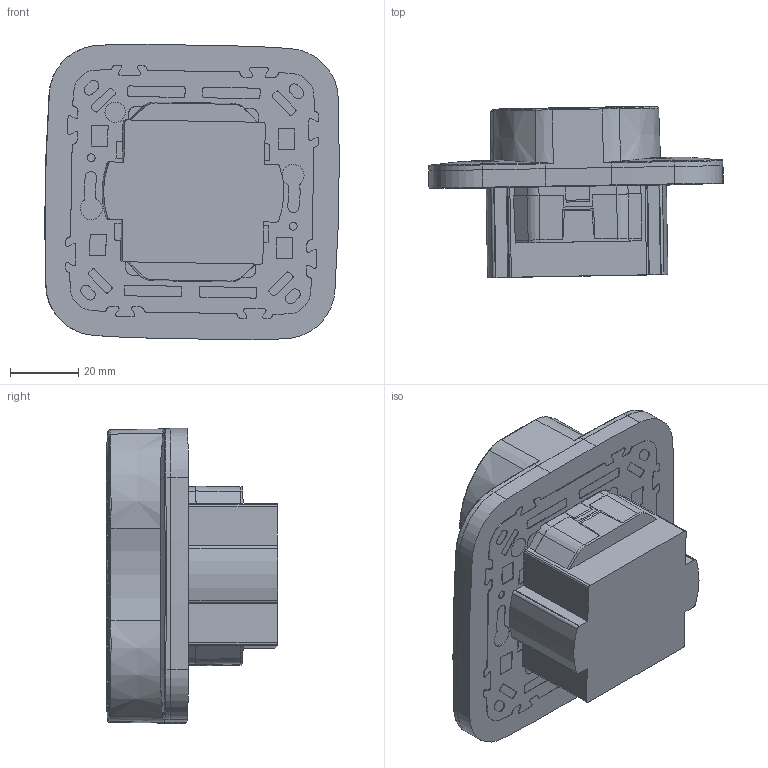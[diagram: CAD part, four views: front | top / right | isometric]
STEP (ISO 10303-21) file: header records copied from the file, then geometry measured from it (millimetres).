
FILE_DESCRIPTION (( 'STEP AP214' ), '1' );
FILE_NAME ('s86_16ey2-y_asm11.STEP', '2025-03-27T08:56:15', ( '' ), ( '' ), 'SwSTEP 2.0', 'SolidWorks 2022', '' );
FILE_SCHEMA (( 'AUTOMOTIVE_DESIGN' ));
Length unit declared in the file: millimetre
Products named in the file (1): s86_16ey2-y_asm11
Bounding box: 86.39 x 50.24 x 86.59 mm (x, y, z)
Volume: 125400.2 mm3; surface area: 36890.3 mm2
Topology: 1 solids, 17 shells, 915 faces, 2394 edges, 1534 vertices
Faces by surface type: plane 464, cone 206, cylinder 156, torus 49, bspline 32, sphere 8
Entity records: 37394 total; most frequent: CARTESIAN_POINT 6829, ORIENTED_EDGE 4788, DIRECTION 4547, EDGE_CURVE 2394, AXIS2_PLACEMENT_3D 1570, VERTEX_POINT 1534, VECTOR 1407, LINE 1407
